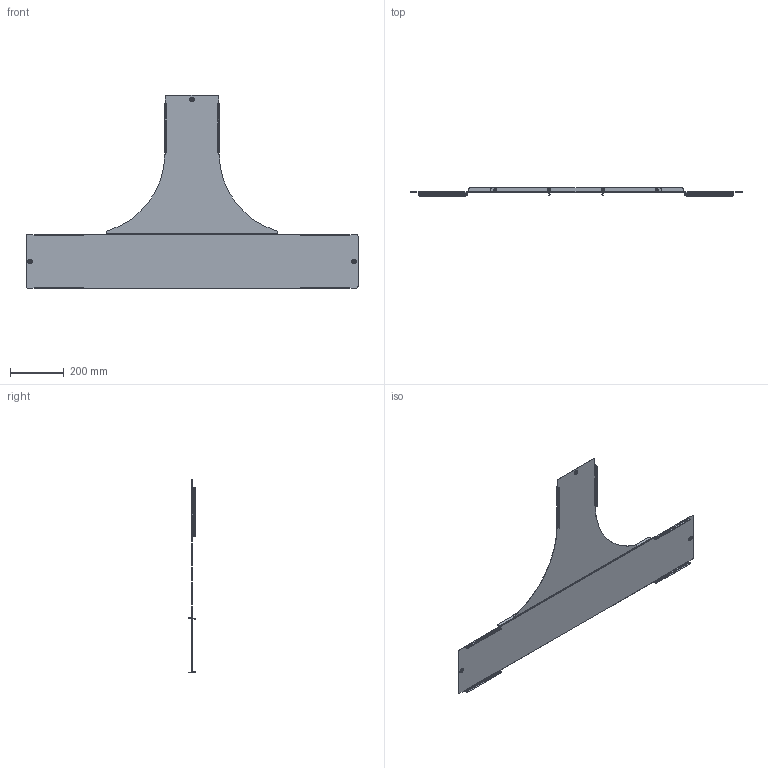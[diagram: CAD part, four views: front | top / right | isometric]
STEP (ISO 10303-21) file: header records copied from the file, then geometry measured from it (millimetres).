
FILE_DESCRIPTION (( 'STEP AP203' ), '1' );
FILE_NAME ('ÊÈÂÀ 195.00.25 ÂÎ Êðûøêà ðàçâåòâèòåëÿ ò-îáð. LESTA R300_-00.step', '2022-01-27T10:54:36', ( '' ), ( '' ), 'SwSTEP 2.0', 'SolidWorks 2017', '' );
FILE_SCHEMA (( 'CONFIG_CONTROL_DESIGN' ));
Length unit declared in the file: millimetre
Products named in the file (3): ÊÈÂÀ 195.00.25 Êðûøêà ðàçâåòâèòåëÿ ò-îáð. LESTA R300_-05; ÊÈÂÀ 195.00.25 ÂÎ Êðûøêà ðàçâåòâèòåëÿ ò-îáð. LESTA R300_-00; ÊÈÂÀ 195.00.25 Êðûøêà ðàçâåòâèòåëÿ ò-îáð. LESTA R300_-00
Assembly tree (2 placements, depth 2):
  ÊÈÂÀ 195.00.25 ÂÎ Êðûøêà ðàçâåòâèòåëÿ ò-îáð. LESTA R300_-00
    ÊÈÂÀ 195.00.25 Êðûøêà ðàçâåòâèòåëÿ ò-îáð. LESTA R300_-05
    ÊÈÂÀ 195.00.25 Êðûøêà ðàçâåòâèòåëÿ ò-îáð. LESTA R300_-00
Bounding box: 1234 x 29.41 x 718.2 mm (x, y, z)
Volume: 524353.8 mm3; surface area: 880704.7 mm2
Topology: 2 solids, 2 shells, 369 faces, 864 edges, 496 vertices
Faces by surface type: plane 183, cylinder 128, torus 24, bspline 22, cone 12
Entity records: 12129 total; most frequent: CARTESIAN_POINT 3390, DIRECTION 1808, ORIENTED_EDGE 1728, EDGE_CURVE 864, AXIS2_PLACEMENT_3D 680, VERTEX_POINT 496, LINE 448, VECTOR 448
